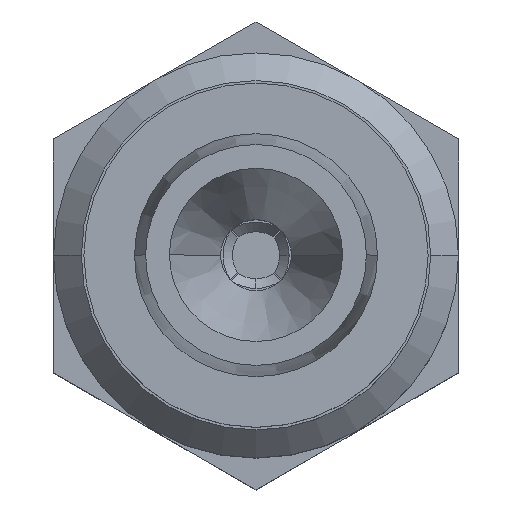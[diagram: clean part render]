
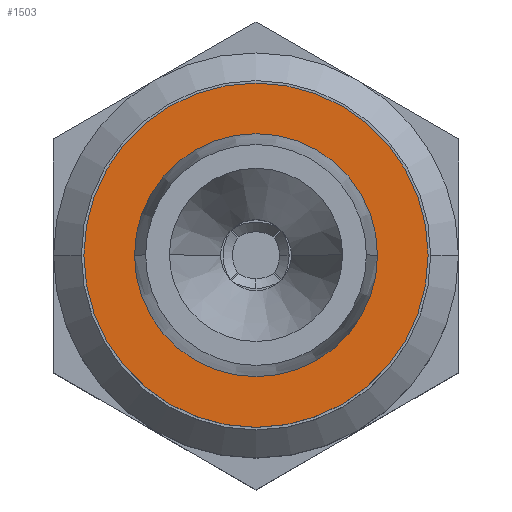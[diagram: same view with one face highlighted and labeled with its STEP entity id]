
A CAD part, top view. The second image highlights one B-rep face of the part: STEP entity #1503.
In plain terms, the highlighted planar face has unit normal (0, 0, 1).
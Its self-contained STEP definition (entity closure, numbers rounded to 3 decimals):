
#34 = CARTESIAN_POINT ( 'NONE',  ( -3.4, 0., -2.5 ) ) ;
#37 = CARTESIAN_POINT ( 'NONE',  ( 2.4, 0., -2.5 ) ) ;
#56 = CARTESIAN_POINT ( 'NONE',  ( -2.4, 0., -2.5 ) ) ;
#61 = CARTESIAN_POINT ( 'NONE',  ( 3.4, 0., -2.5 ) ) ;
#90 = CARTESIAN_POINT ( 'NONE',  ( 0., 0., -2.5 ) ) ;
#91 = DIRECTION ( 'NONE',  ( 0., 0., 1. ) ) ;
#92 = DIRECTION ( 'NONE',  ( 1., 0., 0. ) ) ;
#100 = CARTESIAN_POINT ( 'NONE',  ( 0., 0., -2.5 ) ) ;
#101 = DIRECTION ( 'NONE',  ( 0., 0., 1. ) ) ;
#102 = DIRECTION ( 'NONE',  ( 1., 0., 0. ) ) ;
#383 = CARTESIAN_POINT ( 'NONE',  ( 0., 0., -2.5 ) ) ;
#384 = DIRECTION ( 'NONE',  ( 0., 0., 1. ) ) ;
#385 = DIRECTION ( 'NONE',  ( 1., 0., 0. ) ) ;
#398 = CARTESIAN_POINT ( 'NONE',  ( 0., 0., -2.5 ) ) ;
#399 = DIRECTION ( 'NONE',  ( 0., 0., 1. ) ) ;
#400 = DIRECTION ( 'NONE',  ( 1., 0., 0. ) ) ;
#630 = AXIS2_PLACEMENT_3D ( 'NONE', #90, #91, #92 ) ;
#639 = AXIS2_PLACEMENT_3D ( 'NONE', #100, #101, #102 ) ;
#655 = CIRCLE ( 'NONE', #639, 2.4 ) ;
#664 = CIRCLE ( 'NONE', #630, 3.4 ) ;
#867 = ORIENTED_EDGE ( 'NONE', *, *, #4709, .T. ) ;
#872 = ORIENTED_EDGE ( 'NONE', *, *, #4649, .F. ) ;
#880 = ORIENTED_EDGE ( 'NONE', *, *, #4713, .F. ) ;
#934 = ORIENTED_EDGE ( 'NONE', *, *, #4644, .T. ) ;
#1503 = ADVANCED_FACE ( 'NONE', ( #3336, #3337 ), #2500, .F. ) ;
#1742 = AXIS2_PLACEMENT_3D ( 'NONE', #383, #384, #385 ) ;
#1749 = AXIS2_PLACEMENT_3D ( 'NONE', #398, #399, #400 ) ;
#1774 = CIRCLE ( 'NONE', #1742, 3.4 ) ;
#1790 = CIRCLE ( 'NONE', #1749, 2.4 ) ;
#2500 = PLANE ( 'NONE',  #4334 ) ;
#2501 = CARTESIAN_POINT ( 'NONE',  ( 0., 3.4, -2.5 ) ) ;
#2502 = DIRECTION ( 'NONE',  ( 0., 0., -1. ) ) ;
#2503 = DIRECTION ( 'NONE',  ( -1., 0., 0. ) ) ;
#3336 = FACE_BOUND ( 'NONE', #5274, .T. ) ;
#3337 = FACE_OUTER_BOUND ( 'NONE', #5273, .T. ) ;
#4334 = AXIS2_PLACEMENT_3D ( 'NONE', #2501, #2502, #2503 ) ;
#4644 = EDGE_CURVE ( 'NONE', #5179, #5258, #1774, .T. ) ;
#4649 = EDGE_CURVE ( 'NONE', #5253, #5198, #1790, .T. ) ;
#4709 = EDGE_CURVE ( 'NONE', #5258, #5179, #664, .T. ) ;
#4713 = EDGE_CURVE ( 'NONE', #5198, #5253, #655, .T. ) ;
#5179 = VERTEX_POINT ( 'NONE', #34 ) ;
#5198 = VERTEX_POINT ( 'NONE', #37 ) ;
#5253 = VERTEX_POINT ( 'NONE', #56 ) ;
#5258 = VERTEX_POINT ( 'NONE', #61 ) ;
#5273 = EDGE_LOOP ( 'NONE', ( #867, #934 ) ) ;
#5274 = EDGE_LOOP ( 'NONE', ( #872, #880 ) ) ;
